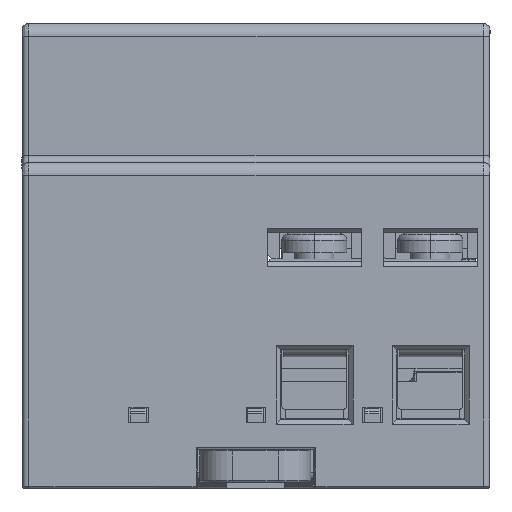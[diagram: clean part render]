
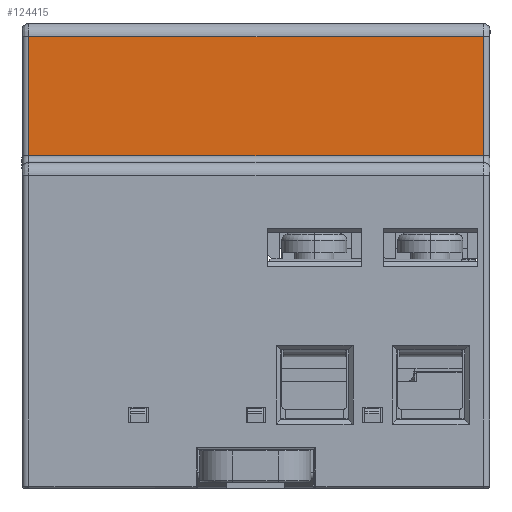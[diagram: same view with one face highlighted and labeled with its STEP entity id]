
A CAD part, left-side view. The second image highlights one B-rep face of the part: STEP entity #124415.
In plain terms, the highlighted planar face has unit normal (-1, 0, 0).
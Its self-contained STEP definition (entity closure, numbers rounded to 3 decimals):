
#98108=DIRECTION('',(0.,1.,0.));
#98109=VECTOR('',#98108,69.8);
#98110=CARTESIAN_POINT('',(-22.5,-70.9,
51.));
#98111=LINE('',#98110,#98109);
#98146=DIRECTION('',(0.,0.,-1.));
#98147=VECTOR('',#98146,18.282);
#98148=CARTESIAN_POINT('',(-22.5,-70.9,
69.282));
#98149=LINE('',#98148,#98147);
#98153=DIRECTION('',(0.,0.,1.));
#98154=VECTOR('',#98153,18.282);
#98155=CARTESIAN_POINT('',(-22.5,-1.1,
51.));
#98156=LINE('',#98155,#98154);
#98582=DIRECTION('',(0.,-1.,0.));
#98583=VECTOR('',#98582,69.8);
#98584=CARTESIAN_POINT('',(-22.5,-1.1,
69.282));
#98585=LINE('',#98584,#98583);
#112715=CARTESIAN_POINT('',(-22.5,-1.1,
51.));
#112716=CARTESIAN_POINT('',(-22.5,-1.1,
69.282));
#112717=VERTEX_POINT('',#112715);
#112718=VERTEX_POINT('',#112716);
#112719=CARTESIAN_POINT('',(-22.5,-70.9,69.282));
#112720=VERTEX_POINT('',#112719);
#112721=CARTESIAN_POINT('',(-22.5,-70.9,
51.));
#112722=VERTEX_POINT('',#112721);
#124402=CARTESIAN_POINT('',(-22.5,-36.,60.716));
#124403=DIRECTION('',(1.,0.,0.));
#124404=DIRECTION('',(0.,1.,0.));
#124405=AXIS2_PLACEMENT_3D('',#124402,#124403,#124404);
#124406=PLANE('',#124405);
#124407=ORIENTED_EDGE('',*,*,#124395,.T.);
#124408=ORIENTED_EDGE('',*,*,#124369,.T.);
#124410=ORIENTED_EDGE('',*,*,#124409,.T.);
#124412=ORIENTED_EDGE('',*,*,#124411,.T.);
#124413=EDGE_LOOP('',(#124407,#124408,#124410,#124412));
#124414=FACE_OUTER_BOUND('',#124413,.F.);
#124369=EDGE_CURVE('',#112722,#112717,#98111,.T.);
#124395=EDGE_CURVE('',#112720,#112722,#98149,.T.);
#124409=EDGE_CURVE('',#112717,#112718,#98156,.T.);
#124411=EDGE_CURVE('',#112718,#112720,#98585,.T.);
#124415=ADVANCED_FACE('',(#124414),#124406,.F.);
